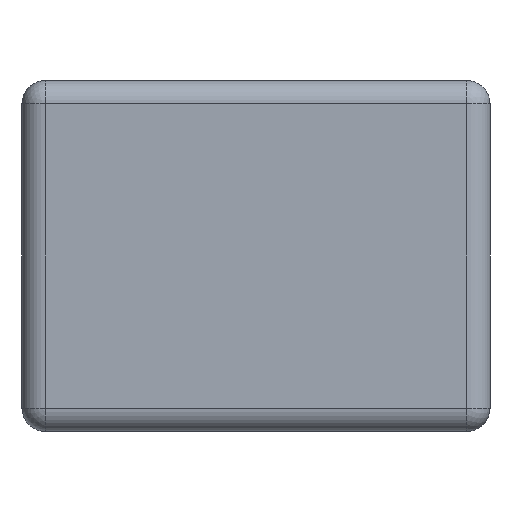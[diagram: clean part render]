
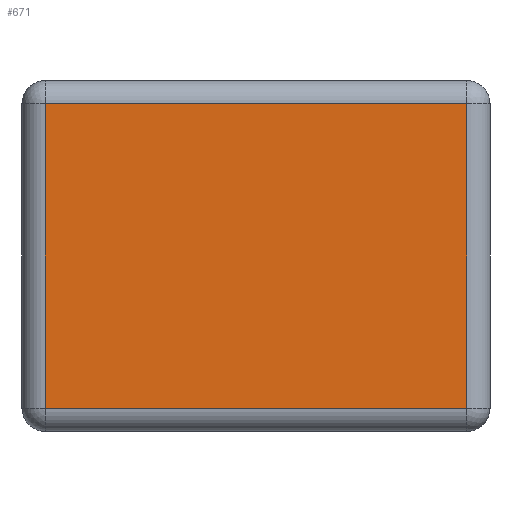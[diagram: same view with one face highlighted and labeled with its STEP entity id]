
A CAD part, left-side view. The second image highlights one B-rep face of the part: STEP entity #671.
In plain terms, the highlighted planar face has unit normal (-1, 0, 0).
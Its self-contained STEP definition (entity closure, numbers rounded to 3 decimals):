
#25=PLANE('',#737);
#43=LINE('',#1045,#99);
#50=LINE('',#1068,#106);
#52=LINE('',#1078,#108);
#54=LINE('',#1081,#110);
#99=VECTOR('',#819,1.3);
#106=VECTOR('',#844,1.8);
#108=VECTOR('',#856,1.3);
#110=VECTOR('',#860,1.8);
#187=FACE_OUTER_BOUND('',#233,.T.);
#233=EDGE_LOOP('',(#509,#510,#511,#512));
#306=VERTEX_POINT('',#1026);
#310=VERTEX_POINT('',#1038);
#316=VERTEX_POINT('',#1055);
#322=VERTEX_POINT('',#1073);
#370=EDGE_CURVE('',#310,#306,#43,.T.);
#382=EDGE_CURVE('',#306,#316,#50,.T.);
#387=EDGE_CURVE('',#316,#322,#52,.T.);
#389=EDGE_CURVE('',#322,#310,#54,.T.);
#509=ORIENTED_EDGE('',*,*,#370,.F.);
#510=ORIENTED_EDGE('',*,*,#389,.F.);
#511=ORIENTED_EDGE('',*,*,#387,.F.);
#512=ORIENTED_EDGE('',*,*,#382,.F.);
#671=ADVANCED_FACE('',(#187),#25,.T.);
#737=AXIS2_PLACEMENT_3D('',#1092,#873,#874);
#819=DIRECTION('',(0.,0.,-1.));
#844=DIRECTION('',(0.,1.,0.));
#856=DIRECTION('',(0.,0.,1.));
#860=DIRECTION('',(0.,-1.,0.));
#873=DIRECTION('center_axis',(-1.,0.,0.));
#874=DIRECTION('ref_axis',(0.,-1.,0.));
#1026=CARTESIAN_POINT('',(-2.25,-0.9,0.1));
#1038=CARTESIAN_POINT('',(-2.25,-0.9,1.4));
#1045=CARTESIAN_POINT('',(-2.25,-0.9,0.));
#1055=CARTESIAN_POINT('',(-2.25,0.9,0.1));
#1068=CARTESIAN_POINT('',(-2.25,0.5,0.1));
#1073=CARTESIAN_POINT('',(-2.25,0.9,1.4));
#1078=CARTESIAN_POINT('',(-2.25,0.9,0.));
#1081=CARTESIAN_POINT('',(-2.25,0.5,1.4));
#1092=CARTESIAN_POINT('Origin',(-2.25,1.,0.));
